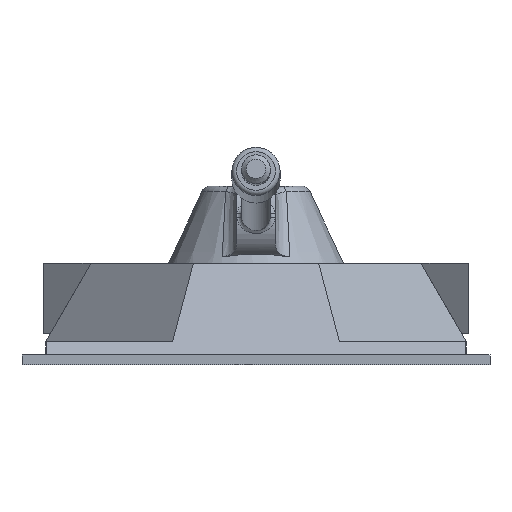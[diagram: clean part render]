
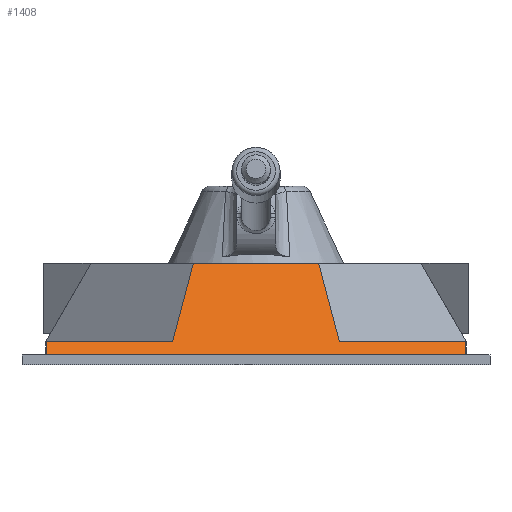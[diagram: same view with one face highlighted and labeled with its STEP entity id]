
A CAD part, front view. The second image highlights one B-rep face of the part: STEP entity #1408.
In plain terms, the highlighted planar face has unit normal (0, -0.866, 0.5).
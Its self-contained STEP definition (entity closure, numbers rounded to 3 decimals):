
#309=CARTESIAN_POINT('',(66.5,127.559,100.2));
#310=VERTEX_POINT('',#309);
#319=CARTESIAN_POINT('',(92.712,127.559,100.2));
#320=VERTEX_POINT('',#319);
#321=CARTESIAN_POINT('',(92.712,127.559,100.2));
#322=DIRECTION('',(-1.,0.,0.));
#323=VECTOR('',#322,26.212);
#324=LINE('',#321,#323);
#325=EDGE_CURVE('',#320,#310,#324,.T.);
#343=CARTESIAN_POINT('',(127.288,127.559,100.2));
#344=VERTEX_POINT('',#343);
#351=CARTESIAN_POINT('',(153.5,127.559,100.2));
#352=VERTEX_POINT('',#351);
#353=CARTESIAN_POINT('',(127.288,127.559,100.2));
#354=DIRECTION('',(1.,-0.,0.));
#355=VECTOR('',#354,26.212);
#356=LINE('',#353,#355);
#357=EDGE_CURVE('',#344,#352,#356,.T.);
#516=CARTESIAN_POINT('',(66.5,126.,97.5));
#517=VERTEX_POINT('',#516);
#571=CARTESIAN_POINT('',(153.5,126.,97.5));
#572=VERTEX_POINT('',#571);
#711=CARTESIAN_POINT('',(153.5,126.,97.5));
#712=DIRECTION('',(-0.,0.5,0.866));
#713=VECTOR('',#712,3.118);
#714=LINE('',#711,#713);
#715=EDGE_CURVE('',#572,#352,#714,.T.);
#732=CARTESIAN_POINT('',(66.5,126.,97.5));
#733=DIRECTION('',(-0.,0.5,0.866));
#734=VECTOR('',#733,3.118);
#735=LINE('',#732,#734);
#736=EDGE_CURVE('',#517,#310,#735,.T.);
#750=CARTESIAN_POINT('',(153.5,126.,97.5));
#751=DIRECTION('',(-1.,0.,-0.));
#752=VECTOR('',#751,87.);
#753=LINE('',#750,#752);
#754=EDGE_CURVE('',#572,#517,#753,.T.);
#1374=CARTESIAN_POINT('',(110.,126.,97.5));
#1375=DIRECTION('',(-0.,-0.866,0.5));
#1376=DIRECTION('',(-0.,0.5,0.866));
#1377=AXIS2_PLACEMENT_3D('',#1374,#1375,#1376);
#1378=PLANE('',#1377);
#1379=ORIENTED_EDGE('',*,*,#736,.F.);
#1380=ORIENTED_EDGE('',*,*,#754,.F.);
#1381=ORIENTED_EDGE('',*,*,#715,.T.);
#1382=ORIENTED_EDGE('',*,*,#357,.F.);
#1383=CARTESIAN_POINT('',(122.991,136.97,116.5));
#1384=VERTEX_POINT('',#1383);
#1385=CARTESIAN_POINT('',(127.288,127.559,100.2));
#1386=DIRECTION('',(-0.223,0.487,0.844));
#1387=VECTOR('',#1386,19.306);
#1388=LINE('',#1385,#1387);
#1389=EDGE_CURVE('',#344,#1384,#1388,.T.);
#1390=ORIENTED_EDGE('',*,*,#1389,.T.);
#1391=CARTESIAN_POINT('',(97.009,136.97,116.5));
#1392=VERTEX_POINT('',#1391);
#1393=CARTESIAN_POINT('',(122.991,136.97,116.5));
#1394=DIRECTION('',(-1.,0.,-0.));
#1395=VECTOR('',#1394,25.982);
#1396=LINE('',#1393,#1395);
#1397=EDGE_CURVE('',#1384,#1392,#1396,.T.);
#1398=ORIENTED_EDGE('',*,*,#1397,.T.);
#1399=CARTESIAN_POINT('',(97.009,136.97,116.5));
#1400=DIRECTION('',(-0.223,-0.487,-0.844));
#1401=VECTOR('',#1400,19.306);
#1402=LINE('',#1399,#1401);
#1403=EDGE_CURVE('',#1392,#320,#1402,.T.);
#1404=ORIENTED_EDGE('',*,*,#1403,.T.);
#1405=ORIENTED_EDGE('',*,*,#325,.T.);
#1406=EDGE_LOOP('',(#1379,#1380,#1381,#1382,#1390,#1398,#1404,#1405));
#1407=FACE_BOUND('',#1406,.T.);
#1408=ADVANCED_FACE('',(#1407),#1378,.T.);
